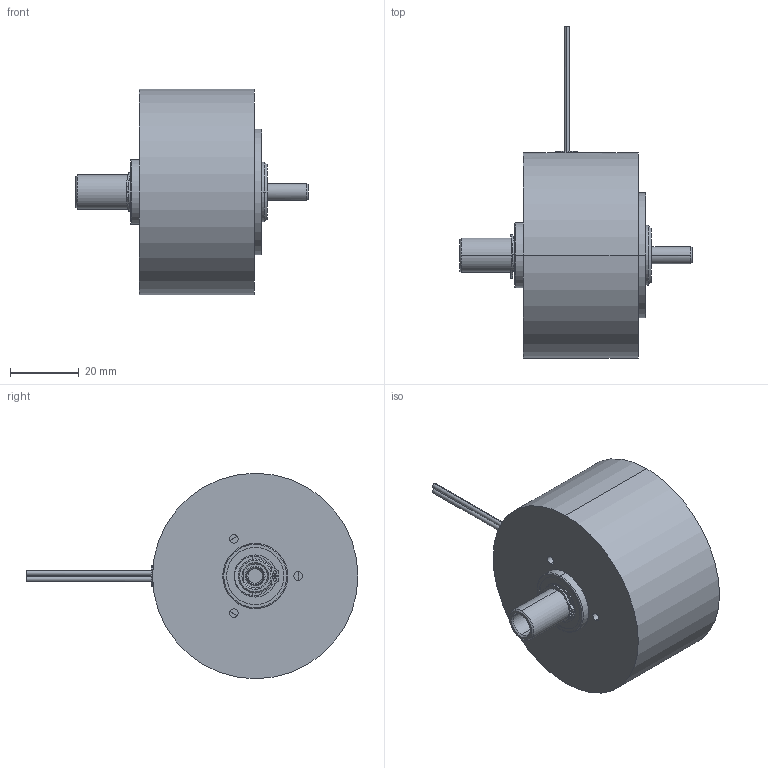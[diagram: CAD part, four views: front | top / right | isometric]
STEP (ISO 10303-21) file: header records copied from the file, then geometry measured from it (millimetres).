
FILE_DESCRIPTION (( 'STEP AP214' ), '1' );
FILE_NAME ('HCF-16M_B_EF.STEP', '2013-06-17T16:27:17', ( 'Jeff' ), ( '' ), 'SwSTEP 2.0', 'SolidWorks 2013', '' );
FILE_SCHEMA (( 'AUTOMOTIVE_DESIGN' ));
Length unit declared in the file: inch
Products named in the file (1): HCF-16M_B_EF
Bounding box: 67.82 x 96.93 x 59.99 mm (x, y, z)
Surface area: 21569.2 mm2 (no closed solid volume)
Topology: 0 solids, 12 shells, 149 faces, 971 edges, 839 vertices
Faces by surface type: cylinder 75, plane 36, cone 32, torus 6
Entity records: 12088 total; most frequent: CARTESIAN_POINT 2593, DIRECTION 1611, ORIENTED_EDGE 1239, EDGE_CURVE 971, VERTEX_POINT 839, AXIS2_PLACEMENT_3D 610, CIRCLE 460, VECTOR 391
